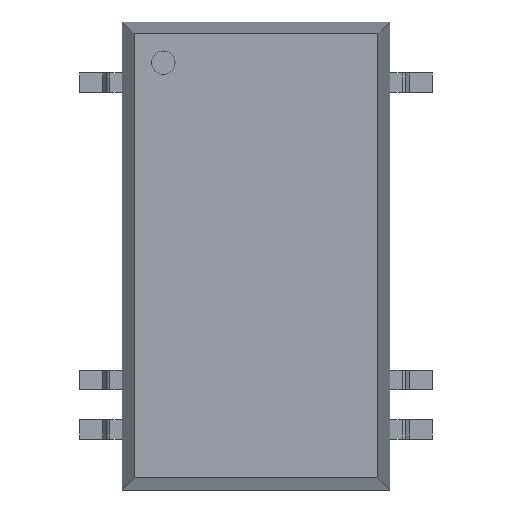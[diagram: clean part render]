
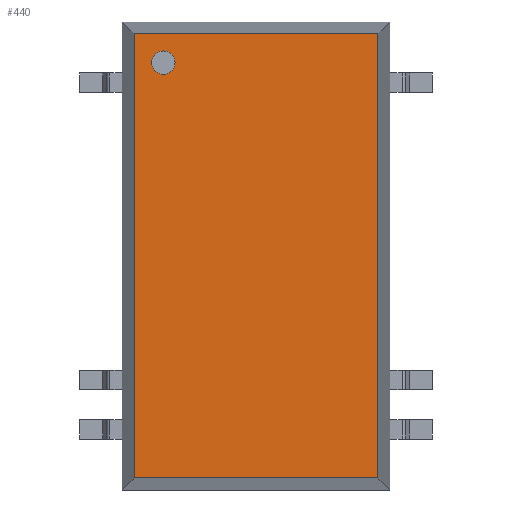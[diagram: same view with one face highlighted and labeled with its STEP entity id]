
A CAD part, top view. The second image highlights one B-rep face of the part: STEP entity #440.
In plain terms, the highlighted planar face has unit normal (0, 0, 1).
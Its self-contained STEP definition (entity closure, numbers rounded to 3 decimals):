
#230=CARTESIAN_POINT('',(-4.75,9.3,10.45));
#231=VERTEX_POINT('',#230);
#240=CARTESIAN_POINT('',(-4.75,10.5,10.45));
#241=VERTEX_POINT('',#240);
#242=CARTESIAN_POINT('',(-4.75,9.9,10.45));
#243=DIRECTION('',(0.0,0.0,-1.0));
#244=DIRECTION('',(0.0,-1.0,0.0));
#245=AXIS2_PLACEMENT_3D('',#242,#243,#244);
#246=CIRCLE('',#245,0.6);
#247=EDGE_CURVE('',#241,#231,#246,.T.);
#281=CARTESIAN_POINT('',(-4.75,9.9,10.45));
#282=DIRECTION('',(0.0,0.0,-1.0));
#283=DIRECTION('',(0.0,-1.0,0.0));
#284=AXIS2_PLACEMENT_3D('',#281,#282,#283);
#285=CIRCLE('',#284,0.6);
#286=EDGE_CURVE('',#231,#241,#285,.T.);
#306=CARTESIAN_POINT('',(6.25,11.4,10.45));
#307=VERTEX_POINT('',#306);
#308=CARTESIAN_POINT('',(6.25,-11.4,10.45));
#309=VERTEX_POINT('',#308);
#310=CARTESIAN_POINT('',(6.25,11.4,10.45));
#311=DIRECTION('',(0.0,-1.0,0.0));
#312=VECTOR('',#311,22.8);
#313=LINE('',#310,#312);
#314=EDGE_CURVE('',#307,#309,#313,.T.);
#346=CARTESIAN_POINT('',(-6.25,-11.4,10.45));
#347=VERTEX_POINT('',#346);
#348=CARTESIAN_POINT('',(6.25,-11.4,10.45));
#349=DIRECTION('',(-1.0,0.0,0.0));
#350=VECTOR('',#349,12.5);
#351=LINE('',#348,#350);
#352=EDGE_CURVE('',#309,#347,#351,.T.);
#377=CARTESIAN_POINT('',(-6.25,11.4,10.45));
#378=VERTEX_POINT('',#377);
#379=CARTESIAN_POINT('',(-6.25,-11.4,10.45));
#380=DIRECTION('',(0.0,1.0,0.0));
#381=VECTOR('',#380,22.8);
#382=LINE('',#379,#381);
#383=EDGE_CURVE('',#347,#378,#382,.T.);
#408=CARTESIAN_POINT('',(-6.25,11.4,10.45));
#409=DIRECTION('',(1.0,0.0,0.0));
#410=VECTOR('',#409,12.5);
#411=LINE('',#408,#410);
#412=EDGE_CURVE('',#378,#307,#411,.T.);
#425=CARTESIAN_POINT('',(0.,0.0,10.45));
#426=DIRECTION('',(0.0,0.0,1.0));
#427=DIRECTION('',(1.0,0.0,0.0));
#428=AXIS2_PLACEMENT_3D('',#425,#426,#427);
#429=PLANE('',#428);
#430=ORIENTED_EDGE('',*,*,#314,.F.);
#431=ORIENTED_EDGE('',*,*,#412,.F.);
#432=ORIENTED_EDGE('',*,*,#383,.F.);
#433=ORIENTED_EDGE('',*,*,#352,.F.);
#434=EDGE_LOOP('',(#430,#431,#432,#433));
#435=FACE_OUTER_BOUND('',#434,.T.);
#436=ORIENTED_EDGE('',*,*,#286,.T.);
#437=ORIENTED_EDGE('',*,*,#247,.T.);
#438=EDGE_LOOP('',(#436,#437));
#439=FACE_BOUND('',#438,.T.);
#440=ADVANCED_FACE('',(#435,#439),#429,.T.);
